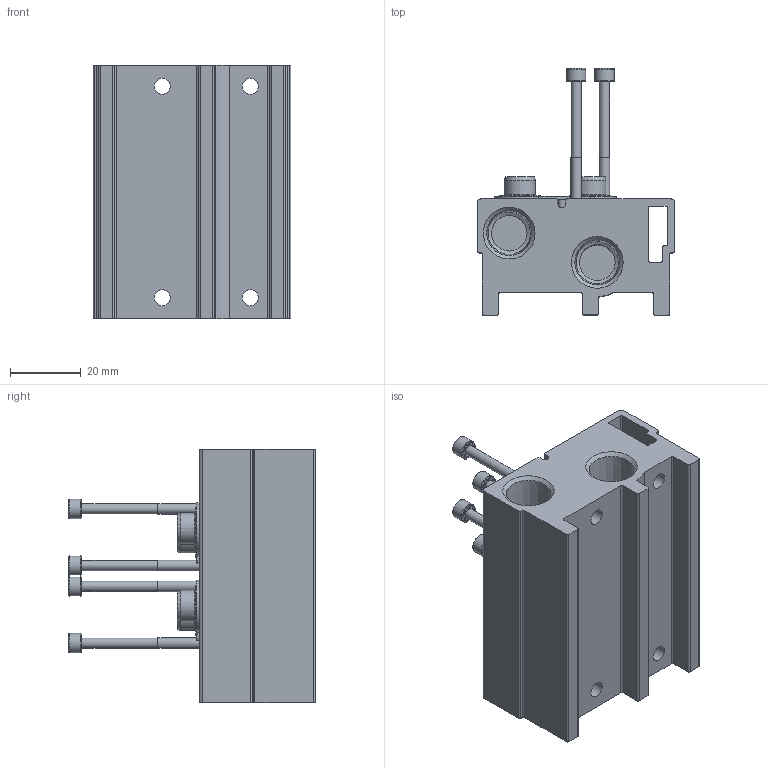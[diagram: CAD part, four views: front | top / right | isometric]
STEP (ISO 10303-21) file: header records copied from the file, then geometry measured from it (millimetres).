
FILE_DESCRIPTION(/* description */ ('STEP AP214'),/* implementation_level */ '2;1');
FILE_NAME(/* name */ '576477_VABM-B10-20S-N14-2-P3',/* time_stamp */ '2024-09-15T21:32:02+02:00',/* author */ ('License CC BY-ND 4.0'),/* organization */ ('CADENAS'),/* preprocessor_version */ 'ST-DEVELOPER v19.3',/* originating_system */ 'PARTsolutions',/* authorisation */ ' ');
FILE_SCHEMA (('AUTOMOTIVE_DESIGN {1 0 10303 214 3 1 1}'));
Length unit declared in the file: millimetre
Products named in the file (5): 576477 VABM-B10-20S-N14-2-P3; 576477 VABM-B10-20S-N14-2-P3---(M); 1715486 VUVS-G18-2---(S); 2833702 F-M3x40-10.9; 174165 B-1/4-NPT---(Plug)
Assembly tree (9 placements, depth 2):
  576477 VABM-B10-20S-N14-2-P3
    576477 VABM-B10-20S-N14-2-P3---(M)
    1715486 VUVS-G18-2---(S)  x2
    2833702 F-M3x40-10.9  x4
    174165 B-1/4-NPT---(Plug)  x2
Bounding box: 56.1 x 70.1 x 72 mm (x, y, z)
Volume: 92419.5 mm3; surface area: 33370.3 mm2
Topology: 9 solids, 9 shells, 411 faces, 1028 edges, 657 vertices
Faces by surface type: plane 212, cylinder 115, cone 72, torus 12
Full cylindrical faces by diameter (mm): 2.459 x4, 2.92 x4, 3 x4, 3.242 x1, 3.5 x1, 4.5 x4, 5.5 x4, 6 x8, 6.35 x2, 8.9 x4, 10.1 x2, 10.8 x4
Entity records: 6990 total; most frequent: CARTESIAN_POINT 1273, DIRECTION 1207, ORIENTED_EDGE 1024, EDGE_CURVE 512, AXIS2_PLACEMENT_3D 462, VERTEX_POINT 374, FACE_BOUND 358, EDGE_LOOP 351
